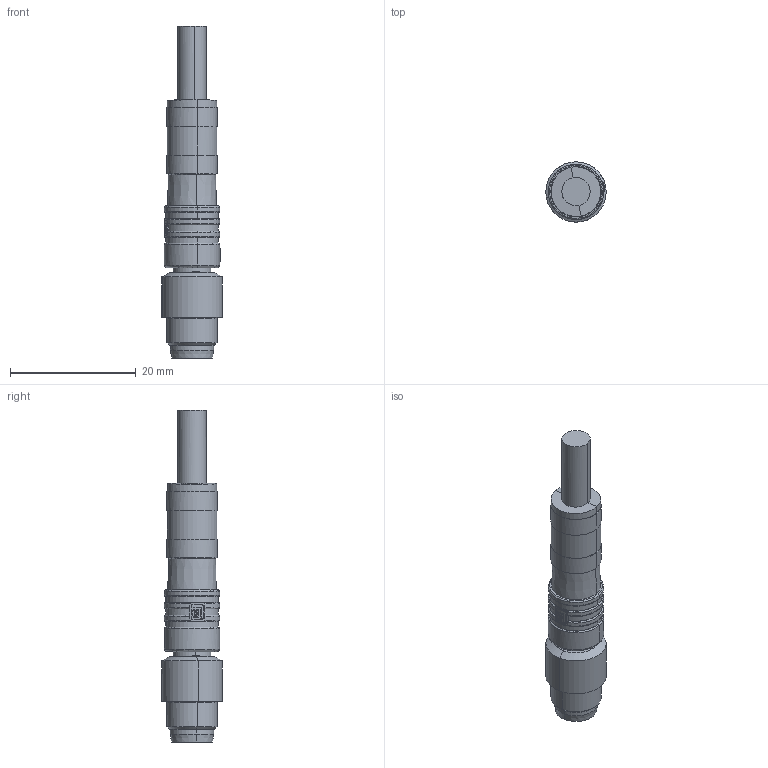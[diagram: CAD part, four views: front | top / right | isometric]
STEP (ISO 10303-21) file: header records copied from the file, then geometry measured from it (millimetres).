
FILE_DESCRIPTION(('CATIA V5 STEP Exchange','CAx-IF Rec.Pracs.--- Model Styling and Organization---1.5--- 2016-08-15','CAx-IF Rec.Pracs.---Supplemental Geometry---1.0---2011-11-01','CAx-IF Rec.Pracs.--- Composite Materials ---1.1---2010-07-15'),'2;1');
FILE_NAME ('160019-2_0', '2025-04-25T11:00:39+00:00', ('none'), ('Weidmueller'), 'CATIA Version 5-6 Release 2022 SP4 HF5', 'CATIA V5 STEP AP214 v3', 'none');
FILE_SCHEMA(('AUTOMOTIVE_DESIGN { 1 0 10303 214 1 1 1 1 }'));
Length unit declared in the file: millimetre
Products named in the file (1): 2455040000
Bounding box: 9.6 x 9.6 x 52.85 mm (x, y, z)
Volume: 2298.6 mm3; surface area: 1597.7 mm2
Topology: 1 solids, 1 shells, 200 faces, 549 edges, 353 vertices
Faces by surface type: cylinder 69, plane 51, torus 36, bspline 14, sphere 13, cone 12, extrusion 5
Entity records: 7496 total; most frequent: CARTESIAN_POINT 2863, ORIENTED_EDGE 1060, DIRECTION 649, EDGE_CURVE 530, VERTEX_POINT 353, AXIS2_PLACEMENT_3D 349, EDGE_LOOP 221, CIRCLE 201
